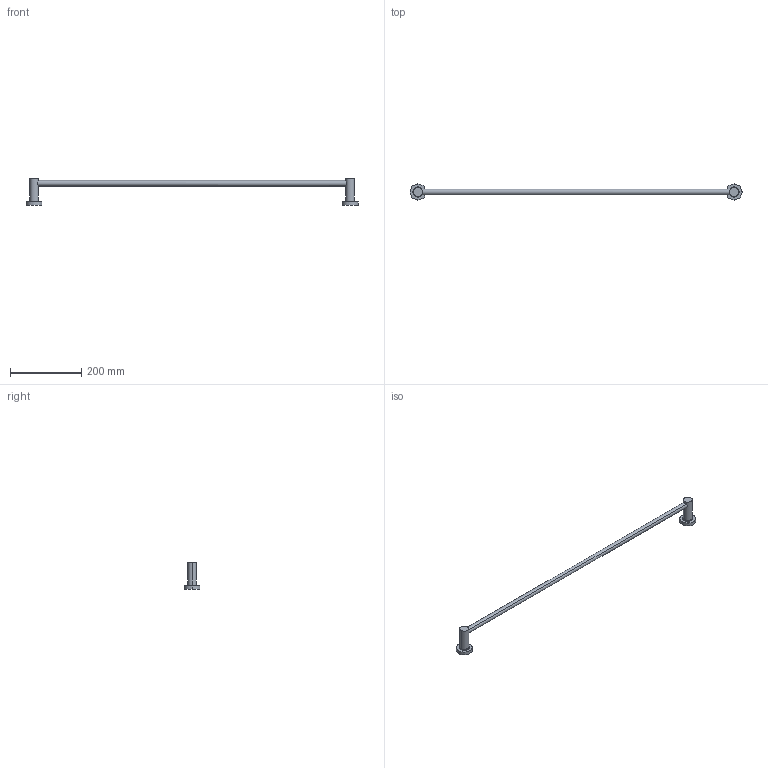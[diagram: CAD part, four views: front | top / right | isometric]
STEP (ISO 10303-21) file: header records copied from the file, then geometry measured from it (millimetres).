
FILE_DESCRIPTION (( 'STEP AP214' ), '1' );
FILE_NAME ('SUSSEX_SCALA_SSTR_single_towel_rail_900mm_shell.STEP', '2021-05-12T06:28:25', ( '' ), ( '' ), 'SwSTEP 2.0', 'SolidWorks 2020', '' );
FILE_SCHEMA (( 'AUTOMOTIVE_DESIGN' ));
Length unit declared in the file: millimetre
Products named in the file (1): SUSSEX_SCALA_SSTR_single_towel_rail_900mm_shell
Bounding box: 933.92 x 45 x 75 mm (x, y, z)
Volume: 267280.8 mm3; surface area: 62874 mm2
Topology: 3 solids, 3 shells, 31 faces, 59 edges, 36 vertices
Faces by surface type: cylinder 13, cone 8, plane 6, torus 4
Entity records: 1304 total; most frequent: CARTESIAN_POINT 610, DIRECTION 147, ORIENTED_EDGE 118, AXIS2_PLACEMENT_3D 64, EDGE_CURVE 59, VERTEX_POINT 36, EDGE_LOOP 33, CIRCLE 32
